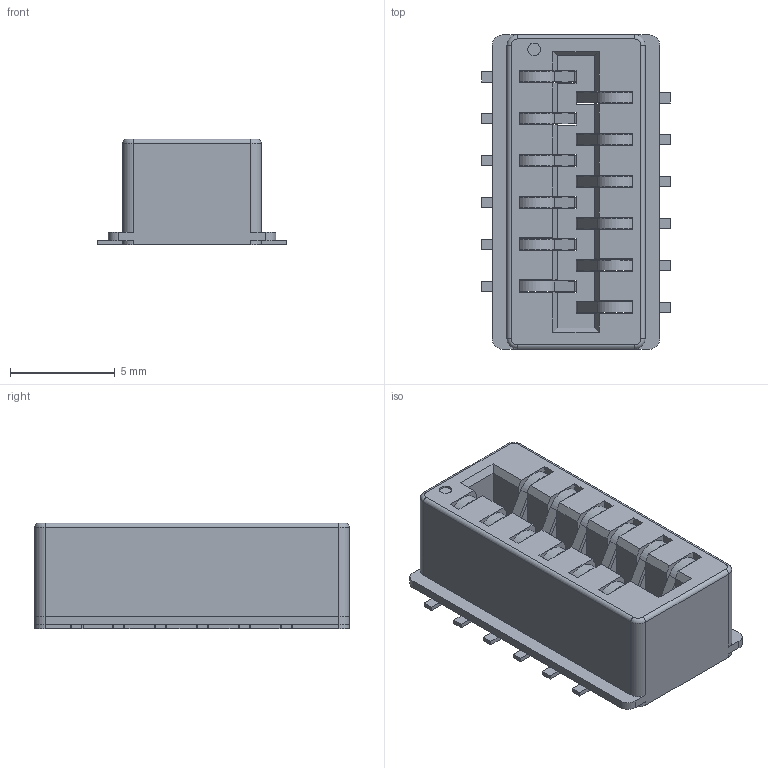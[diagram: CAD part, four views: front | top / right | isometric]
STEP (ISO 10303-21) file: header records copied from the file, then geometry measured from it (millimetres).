
FILE_DESCRIPTION(('FreeCAD Model'),'2;1');
FILE_NAME('Open CASCADE Shape Model','2023-03-31T16:28:57',(''),(''), 'Open CASCADE STEP processor 7.6','FreeCAD','Unknown');
FILE_SCHEMA(('AUTOMOTIVE_DESIGN { 1 0 10303 214 1 1 1 1 }'));
Length unit declared in the file: millimetre
Products named in the file (3): AVX_9159_650; housing; pins
Assembly tree (2 placements, depth 2):
  AVX_9159_650
    housing
    pins
Bounding box: 9 x 15 x 5.05 mm (x, y, z)
Volume: 337.1 mm3; surface area: 1032.2 mm2
Topology: 2 solids, 2 shells, 509 faces, 1359 edges, 830 vertices
Faces by surface type: plane 416, cylinder 89, torus 4
Full cylindrical faces by diameter (mm): 0.6 x1
Entity records: 33405 total; most frequent: CARTESIAN_POINT 5875, DIRECTION 5207, LINE 3725, VECTOR 3725, ORIENTED_EDGE 2718, PCURVE 2718, DEFINITIONAL_REPRESENTATION 2718, EDGE_CURVE 1359
